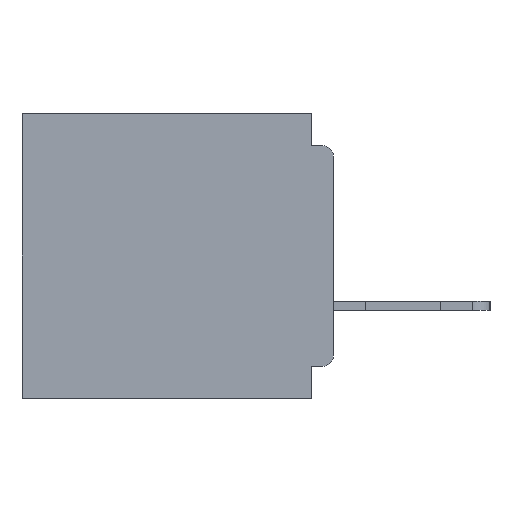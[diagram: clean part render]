
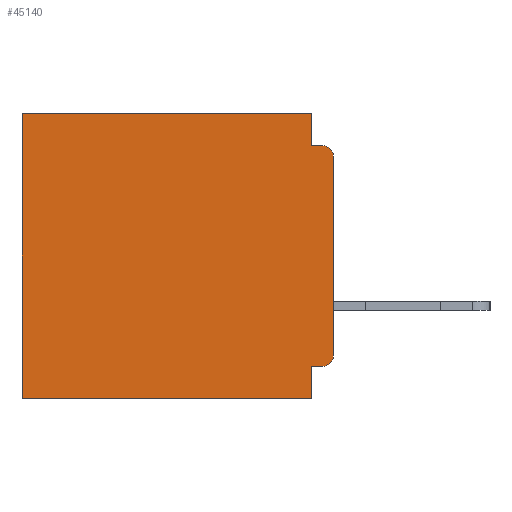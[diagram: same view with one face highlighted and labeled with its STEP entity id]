
A CAD part, left-side view. The second image highlights one B-rep face of the part: STEP entity #45140.
In plain terms, the highlighted planar face has unit normal (-1, 0, 0).
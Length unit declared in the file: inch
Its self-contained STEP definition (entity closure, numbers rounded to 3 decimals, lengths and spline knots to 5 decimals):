
#1000 = CARTESIAN_POINT ( 'NONE',  ( 0.3, 0.031, 0. ) ) ;
#2705 = EDGE_CURVE ( 'NONE', #53745, #13490, #33627, .T. ) ;
#3009 = ORIENTED_EDGE ( 'NONE', *, *, #20956, .F. ) ;
#3287 = CARTESIAN_POINT ( 'NONE',  ( 0.3, 0.437, -0.4 ) ) ;
#3800 = CARTESIAN_POINT ( 'NONE',  ( 0.3, 0.031, -0.4 ) ) ;
#4339 = ORIENTED_EDGE ( 'NONE', *, *, #2705, .F. ) ;
#4997 = CIRCLE ( 'NONE', #21226, 0.015 ) ;
#5783 = VECTOR ( 'NONE', #59404, 39.37008 ) ;
#5855 = VECTOR ( 'NONE', #30523, 39.37008 ) ;
#7317 = CARTESIAN_POINT ( 'NONE',  ( 0.3, 0.031, -0.045 ) ) ;
#7857 = ORIENTED_EDGE ( 'NONE', *, *, #43540, .F. ) ;
#8037 = EDGE_CURVE ( 'NONE', #22508, #26742, #4997, .T. ) ;
#8443 = DIRECTION ( 'NONE',  ( 0., 0., -1. ) ) ;
#8682 = CIRCLE ( 'NONE', #33291, 0.015 ) ;
#8882 = DIRECTION ( 'NONE',  ( 0., 1., 0. ) ) ;
#9193 = DIRECTION ( 'NONE',  ( 1., 0., 0. ) ) ;
#9987 = CARTESIAN_POINT ( 'NONE',  ( 0.3, 0.015, -0.06 ) ) ;
#10128 = CARTESIAN_POINT ( 'NONE',  ( 0.3, 0.015, -0.34 ) ) ;
#11052 = VECTOR ( 'NONE', #27888, 39.37008 ) ;
#12059 = EDGE_CURVE ( 'NONE', #22508, #53745, #32495, .T. ) ;
#12985 = VERTEX_POINT ( 'NONE', #7317 ) ;
#13490 = VERTEX_POINT ( 'NONE', #57706 ) ;
#13929 = EDGE_CURVE ( 'NONE', #45875, #37854, #37594, .T. ) ;
#13948 = CARTESIAN_POINT ( 'NONE',  ( 0.3, 0., -0.4 ) ) ;
#14148 = CARTESIAN_POINT ( 'NONE',  ( 0.3, 0., -0.06 ) ) ;
#14966 = DIRECTION ( 'NONE',  ( 0., 0., -1. ) ) ;
#15096 = AXIS2_PLACEMENT_3D ( 'NONE', #13948, #9193, #43596 ) ;
#15116 = DIRECTION ( 'NONE',  ( 0., 0., -1. ) ) ;
#16057 = CARTESIAN_POINT ( 'NONE',  ( 0.3, 0.015, -0.045 ) ) ;
#16493 = CARTESIAN_POINT ( 'NONE',  ( 0.3, 0.437, 0. ) ) ;
#16582 = LINE ( 'NONE', #46805, #55814 ) ;
#16712 = ORIENTED_EDGE ( 'NONE', *, *, #60609, .T. ) ;
#17400 = DIRECTION ( 'NONE',  ( 0., -1., 0. ) ) ;
#17687 = ORIENTED_EDGE ( 'NONE', *, *, #41008, .F. ) ;
#18880 = VERTEX_POINT ( 'NONE', #14148 ) ;
#20121 = CARTESIAN_POINT ( 'NONE',  ( 0.3, 0., -0.4 ) ) ;
#20607 = VECTOR ( 'NONE', #8443, 39.37008 ) ;
#20956 = EDGE_CURVE ( 'NONE', #12985, #49852, #16582, .T. ) ;
#21226 = AXIS2_PLACEMENT_3D ( 'NONE', #10128, #44543, #15116 ) ;
#22508 = VERTEX_POINT ( 'NONE', #37674 ) ;
#24598 = VECTOR ( 'NONE', #36144, 39.37008 ) ;
#25150 = EDGE_CURVE ( 'NONE', #45875, #12985, #58216, .T. ) ;
#25792 = LINE ( 'NONE', #3287, #11052 ) ;
#26742 = VERTEX_POINT ( 'NONE', #49235 ) ;
#27434 = ORIENTED_EDGE ( 'NONE', *, *, #35549, .T. ) ;
#27888 = DIRECTION ( 'NONE',  ( 0., 0., -1. ) ) ;
#28354 = ORIENTED_EDGE ( 'NONE', *, *, #8037, .T. ) ;
#28730 = CARTESIAN_POINT ( 'NONE',  ( 0.3, 0., -0.355 ) ) ;
#29788 = CARTESIAN_POINT ( 'NONE',  ( 0.3, 0., -0.4 ) ) ;
#30523 = DIRECTION ( 'NONE',  ( 0., 0., -1. ) ) ;
#30600 = ORIENTED_EDGE ( 'NONE', *, *, #13929, .T. ) ;
#31501 = VECTOR ( 'NONE', #34762, 39.37008 ) ;
#32495 = LINE ( 'NONE', #28730, #57116 ) ;
#33291 = AXIS2_PLACEMENT_3D ( 'NONE', #9987, #44399, #14966 ) ;
#33324 = EDGE_LOOP ( 'NONE', ( #17687, #27434, #3009, #43177, #30600, #16712, #7857, #4339, #50651, #28354 ) ) ;
#33627 = LINE ( 'NONE', #3800, #20607 ) ;
#34762 = DIRECTION ( 'NONE',  ( 0., 0., -1. ) ) ;
#35549 = EDGE_CURVE ( 'NONE', #18880, #49852, #8682, .T. ) ;
#36144 = DIRECTION ( 'NONE',  ( 0., 1., 0. ) ) ;
#37594 = LINE ( 'NONE', #45580, #24598 ) ;
#37674 = CARTESIAN_POINT ( 'NONE',  ( 0.3, 0.015, -0.355 ) ) ;
#37854 = VERTEX_POINT ( 'NONE', #16493 ) ;
#39437 = VERTEX_POINT ( 'NONE', #50814 ) ;
#41008 = EDGE_CURVE ( 'NONE', #18880, #26742, #57651, .T. ) ;
#43177 = ORIENTED_EDGE ( 'NONE', *, *, #25150, .F. ) ;
#43540 = EDGE_CURVE ( 'NONE', #13490, #39437, #45040, .T. ) ;
#43596 = DIRECTION ( 'NONE',  ( 0., 0., -1. ) ) ;
#44399 = DIRECTION ( 'NONE',  ( -1., 0., 0. ) ) ;
#44543 = DIRECTION ( 'NONE',  ( -1., 0., 0. ) ) ;
#45040 = LINE ( 'NONE', #20121, #5783 ) ;
#45140 = ADVANCED_FACE ( 'NONE', ( #63583 ), #63193, .F. ) ;
#45580 = CARTESIAN_POINT ( 'NONE',  ( 0.3, 0., 0. ) ) ;
#45875 = VERTEX_POINT ( 'NONE', #54748 ) ;
#46805 = CARTESIAN_POINT ( 'NONE',  ( 0.3, 0., -0.045 ) ) ;
#49235 = CARTESIAN_POINT ( 'NONE',  ( 0.3, 0., -0.34 ) ) ;
#49852 = VERTEX_POINT ( 'NONE', #16057 ) ;
#50651 = ORIENTED_EDGE ( 'NONE', *, *, #12059, .F. ) ;
#50814 = CARTESIAN_POINT ( 'NONE',  ( 0.3, 0.437, -0.4 ) ) ;
#53745 = VERTEX_POINT ( 'NONE', #57917 ) ;
#54748 = CARTESIAN_POINT ( 'NONE',  ( 0.3, 0.031, 0. ) ) ;
#55814 = VECTOR ( 'NONE', #17400, 39.37008 ) ;
#57116 = VECTOR ( 'NONE', #8882, 39.37008 ) ;
#57651 = LINE ( 'NONE', #29788, #31501 ) ;
#57706 = CARTESIAN_POINT ( 'NONE',  ( 0.3, 0.031, -0.4 ) ) ;
#57917 = CARTESIAN_POINT ( 'NONE',  ( 0.3, 0.031, -0.355 ) ) ;
#58216 = LINE ( 'NONE', #1000, #5855 ) ;
#59404 = DIRECTION ( 'NONE',  ( 0., 1., 0. ) ) ;
#60609 = EDGE_CURVE ( 'NONE', #37854, #39437, #25792, .T. ) ;
#63193 = PLANE ( 'NONE',  #15096 ) ;
#63583 = FACE_OUTER_BOUND ( 'NONE', #33324, .T. ) ;
